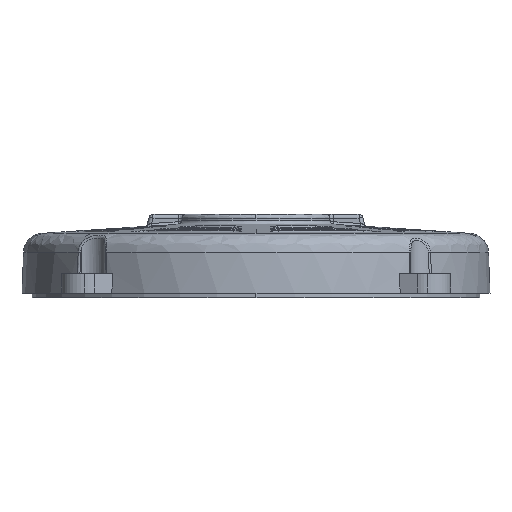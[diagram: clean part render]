
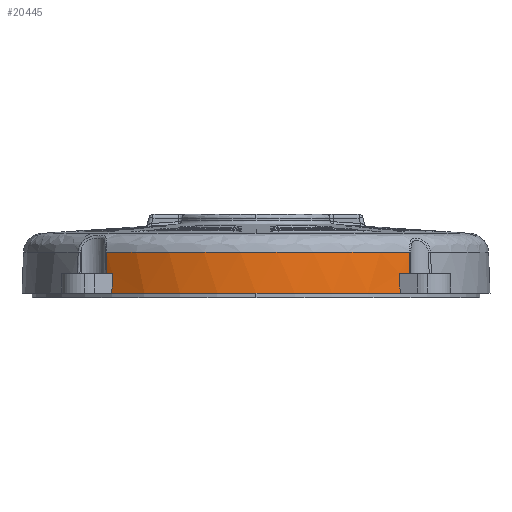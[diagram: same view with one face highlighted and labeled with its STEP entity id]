
A CAD part, left-side view. The second image highlights one B-rep face of the part: STEP entity #20445.
In plain terms, the highlighted conical face has half-angle 2.126 degrees and reference radius 180.994 mm.
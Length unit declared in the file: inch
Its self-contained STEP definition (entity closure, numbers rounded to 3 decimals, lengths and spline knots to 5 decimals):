
#75 = CARTESIAN_POINT ( 'NONE',  ( 0., 0., 0.35433 ) ) ;
#283 = CARTESIAN_POINT ( 'NONE',  ( -5.34486, -4.6794, 0.35433 ) ) ;
#774 = VERTEX_POINT ( 'NONE', #18388 ) ;
#1217 = CARTESIAN_POINT ( 'NONE',  ( -5.60257, 4.36754, 0.35433 ) ) ;
#1679 = CARTESIAN_POINT ( 'NONE',  ( -5.60257, -4.36754, 0.35433 ) ) ;
#1876 = CIRCLE ( 'NONE', #10002, 7.12574 ) ;
#2116 = CONICAL_SURFACE ( 'NONE', #18853, 7.12574, 0.037 ) ;
#2180 = CARTESIAN_POINT ( 'NONE',  ( -5.61301, 4.38979, -0.23622 ) ) ;
#2329 = CIRCLE ( 'NONE', #18991, 7.10382 ) ;
#2769 = EDGE_CURVE ( 'NONE', #17549, #4585, #10494, .T. ) ;
#2806 = AXIS2_PLACEMENT_3D ( 'NONE', #5990, #14153, #16433 ) ;
#3526 = EDGE_CURVE ( 'NONE', #774, #17525, #14426, .T. ) ;
#3817 = CARTESIAN_POINT ( 'NONE',  ( -5.34486, -4.6794, 0.35433 ) ) ;
#4443 = EDGE_CURVE ( 'NONE', #24012, #17549, #1876, .T. ) ;
#4531 = CARTESIAN_POINT ( 'NONE',  ( -5.60257, -4.36754, 0.35433 ) ) ;
#4585 = VERTEX_POINT ( 'NONE', #1679 ) ;
#5085 = CARTESIAN_POINT ( 'NONE',  ( -5.44604, 4.56124, 0.35433 ) ) ;
#5442 = ORIENTED_EDGE ( 'NONE', *, *, #4443, .T. ) ;
#5823 = VERTEX_POINT ( 'NONE', #283 ) ;
#5990 = CARTESIAN_POINT ( 'NONE',  ( 0., 0., 1.01435 ) ) ;
#6067 = CARTESIAN_POINT ( 'NONE',  ( -5.42568, 4.5599, 0.79786 ) ) ;
#6280 = VERTEX_POINT ( 'NONE', #22555 ) ;
#6541 = DIRECTION ( 'NONE',  ( 0., 0., 1. ) ) ;
#6902 = B_SPLINE_CURVE_WITH_KNOTS ( 'NONE', 3,
 ( #16266, #6067, #11222, #5085 ),
 .UNSPECIFIED., .F., .F.,
 ( 4, 4 ),
 ( 0., 1. ),
 .UNSPECIFIED. ) ;
#7856 = B_SPLINE_CURVE_WITH_KNOTS ( 'NONE', 3,
 ( #1217, #19650, #11137, #13343 ),
 .UNSPECIFIED., .F., .F.,
 ( 4, 4 ),
 ( 0., 0.01501 ),
 .UNSPECIFIED. ) ;
#8848 = CARTESIAN_POINT ( 'NONE',  ( -5.60606, -4.37496, 0.15748 ) ) ;
#9746 = ORIENTED_EDGE ( 'NONE', *, *, #10764, .T. ) ;
#10002 = AXIS2_PLACEMENT_3D ( 'NONE', #20750, #6541, #23784 ) ;
#10258 = EDGE_CURVE ( 'NONE', #4585, #5823, #2329, .T. ) ;
#10391 = ORIENTED_EDGE ( 'NONE', *, *, #24893, .T. ) ;
#10494 = B_SPLINE_CURVE_WITH_KNOTS ( 'NONE', 3,
 ( #12880, #17042, #8848, #4531 ),
 .UNSPECIFIED., .F., .F.,
 ( 4, 4 ),
 ( 0., 0.01501 ),
 .UNSPECIFIED. ) ;
#10496 = CARTESIAN_POINT ( 'NONE',  ( -5.61301, -4.38979, -0.23622 ) ) ;
#10501 = DIRECTION ( 'NONE',  ( 0., -1., 0. ) ) ;
#10650 = EDGE_CURVE ( 'NONE', #25864, #6280, #25460, .T. ) ;
#10764 = EDGE_CURVE ( 'NONE', #25864, #774, #6902, .T. ) ;
#10850 = CARTESIAN_POINT ( 'NONE',  ( 0., 0., -0.23622 ) ) ;
#10933 = CARTESIAN_POINT ( 'NONE',  ( -5.4155, 4.55952, 1.01435 ) ) ;
#11067 = ORIENTED_EDGE ( 'NONE', *, *, #10258, .T. ) ;
#11137 = CARTESIAN_POINT ( 'NONE',  ( -5.60954, 4.38238, -0.03937 ) ) ;
#11153 = DIRECTION ( 'NONE',  ( 0., 0., 1. ) ) ;
#11222 = CARTESIAN_POINT ( 'NONE',  ( -5.43586, 4.56047, 0.57786 ) ) ;
#11235 = DIRECTION ( 'NONE',  ( 0., -1., 0. ) ) ;
#11783 = FACE_OUTER_BOUND ( 'NONE', #16304, .T. ) ;
#12880 = CARTESIAN_POINT ( 'NONE',  ( -5.61301, -4.38979, -0.23622 ) ) ;
#13343 = CARTESIAN_POINT ( 'NONE',  ( -5.61301, 4.38979, -0.23622 ) ) ;
#13458 = B_SPLINE_CURVE_WITH_KNOTS ( 'NONE', 3,
 ( #3817, #18162, #16079, #20183 ),
 .UNSPECIFIED., .F., .F.,
 ( 4, 4 ),
 ( 0., 1. ),
 .UNSPECIFIED. ) ;
#14153 = DIRECTION ( 'NONE',  ( 0., 0., 1. ) ) ;
#14426 = CIRCLE ( 'NONE', #18421, 7.10382 ) ;
#14459 = DIRECTION ( 'NONE',  ( 0., -1., 0. ) ) ;
#16079 = CARTESIAN_POINT ( 'NONE',  ( -5.32142, -4.681, 0.80062 ) ) ;
#16266 = CARTESIAN_POINT ( 'NONE',  ( -5.4155, 4.55952, 1.01435 ) ) ;
#16304 = EDGE_LOOP ( 'NONE', ( #11067, #20367, #22488, #9746, #25405, #10391, #5442, #19680 ) ) ;
#16433 = DIRECTION ( 'NONE',  ( 0., -1., 0. ) ) ;
#17042 = CARTESIAN_POINT ( 'NONE',  ( -5.60954, -4.38238, -0.03937 ) ) ;
#17525 = VERTEX_POINT ( 'NONE', #24729 ) ;
#17549 = VERTEX_POINT ( 'NONE', #10496 ) ;
#18110 = EDGE_CURVE ( 'NONE', #5823, #6280, #13458, .T. ) ;
#18162 = CARTESIAN_POINT ( 'NONE',  ( -5.33312, -4.68005, 0.58062 ) ) ;
#18388 = CARTESIAN_POINT ( 'NONE',  ( -5.44604, 4.56124, 0.35433 ) ) ;
#18421 = AXIS2_PLACEMENT_3D ( 'NONE', #23151, #11153, #11235 ) ;
#18853 = AXIS2_PLACEMENT_3D ( 'NONE', #10850, #22774, #10501 ) ;
#18991 = AXIS2_PLACEMENT_3D ( 'NONE', #75, #24776, #14459 ) ;
#19650 = CARTESIAN_POINT ( 'NONE',  ( -5.60606, 4.37496, 0.15748 ) ) ;
#19680 = ORIENTED_EDGE ( 'NONE', *, *, #2769, .T. ) ;
#20183 = CARTESIAN_POINT ( 'NONE',  ( -5.30974, -4.68225, 1.01435 ) ) ;
#20367 = ORIENTED_EDGE ( 'NONE', *, *, #18110, .T. ) ;
#20445 = ADVANCED_FACE ( 'NONE', ( #11783 ), #2116, .T. ) ;
#20750 = CARTESIAN_POINT ( 'NONE',  ( 0., 0., -0.23622 ) ) ;
#22488 = ORIENTED_EDGE ( 'NONE', *, *, #10650, .F. ) ;
#22555 = CARTESIAN_POINT ( 'NONE',  ( -5.30974, -4.68225, 1.01435 ) ) ;
#22774 = DIRECTION ( 'NONE',  ( 0., 0., -1. ) ) ;
#23151 = CARTESIAN_POINT ( 'NONE',  ( 0., 0., 0.35433 ) ) ;
#23784 = DIRECTION ( 'NONE',  ( 0., -1., 0. ) ) ;
#24012 = VERTEX_POINT ( 'NONE', #2180 ) ;
#24729 = CARTESIAN_POINT ( 'NONE',  ( -5.60257, 4.36754, 0.35433 ) ) ;
#24776 = DIRECTION ( 'NONE',  ( 0., 0., 1. ) ) ;
#24893 = EDGE_CURVE ( 'NONE', #17525, #24012, #7856, .T. ) ;
#25405 = ORIENTED_EDGE ( 'NONE', *, *, #3526, .T. ) ;
#25460 = CIRCLE ( 'NONE', #2806, 7.07932 ) ;
#25864 = VERTEX_POINT ( 'NONE', #10933 ) ;
